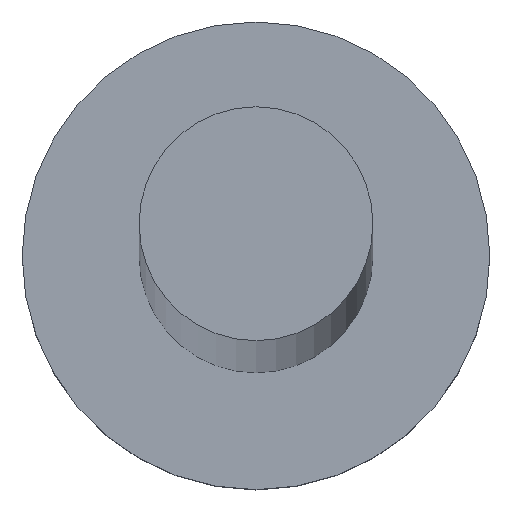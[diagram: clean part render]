
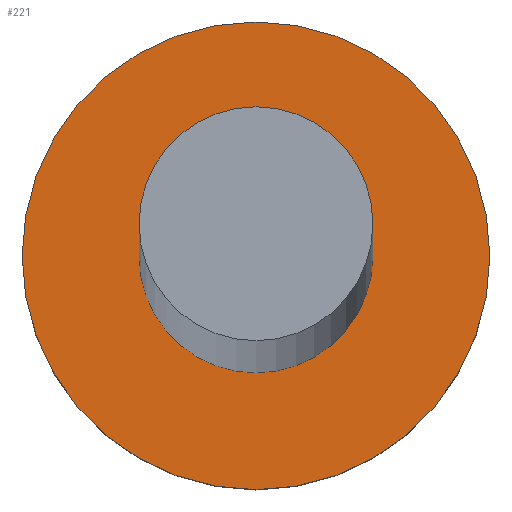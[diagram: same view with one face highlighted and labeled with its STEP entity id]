
A CAD part, top view. The second image highlights one B-rep face of the part: STEP entity #221.
In plain terms, the highlighted planar face has unit normal (0, 0, 1).
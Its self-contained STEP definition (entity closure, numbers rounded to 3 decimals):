
#15 = EDGE_CURVE ( 'NONE', #223, #93, #19, .T. ) ;
#16 = DIRECTION ( 'NONE',  ( 0., 0., 1. ) ) ;
#19 = CIRCLE ( 'NONE', #160, 2. ) ;
#20 = CARTESIAN_POINT ( 'NONE',  ( 0., 0., 3. ) ) ;
#24 = VERTEX_POINT ( 'NONE', #59 ) ;
#34 = DIRECTION ( 'NONE',  ( 1., 0., 0. ) ) ;
#35 = CIRCLE ( 'NONE', #42, 4. ) ;
#38 = CARTESIAN_POINT ( 'NONE',  ( 0., 0., 3. ) ) ;
#39 = DIRECTION ( 'NONE',  ( 0., 0., 1. ) ) ;
#42 = AXIS2_PLACEMENT_3D ( 'NONE', #95, #16, #34 ) ;
#44 = EDGE_CURVE ( 'NONE', #93, #223, #54, .T. ) ;
#54 = CIRCLE ( 'NONE', #85, 2. ) ;
#59 = CARTESIAN_POINT ( 'NONE',  ( 4., 0., 3. ) ) ;
#68 = ORIENTED_EDGE ( 'NONE', *, *, #44, .F. ) ;
#75 = DIRECTION ( 'NONE',  ( 1., 0., 0. ) ) ;
#85 = AXIS2_PLACEMENT_3D ( 'NONE', #117, #173, #250 ) ;
#87 = EDGE_CURVE ( 'NONE', #147, #24, #226, .T. ) ;
#88 = ORIENTED_EDGE ( 'NONE', *, *, #87, .T. ) ;
#93 = VERTEX_POINT ( 'NONE', #175 ) ;
#94 = CARTESIAN_POINT ( 'NONE',  ( -2., 0., 3. ) ) ;
#95 = CARTESIAN_POINT ( 'NONE',  ( 0., 0., 3. ) ) ;
#98 = DIRECTION ( 'NONE',  ( 1., 0., 0. ) ) ;
#113 = PLANE ( 'NONE',  #157 ) ;
#117 = CARTESIAN_POINT ( 'NONE',  ( 0., 0., 3. ) ) ;
#143 = AXIS2_PLACEMENT_3D ( 'NONE', #20, #39, #176 ) ;
#147 = VERTEX_POINT ( 'NONE', #253 ) ;
#157 = AXIS2_PLACEMENT_3D ( 'NONE', #171, #219, #75 ) ;
#158 = FACE_BOUND ( 'NONE', #170, .T. ) ;
#160 = AXIS2_PLACEMENT_3D ( 'NONE', #38, #255, #98 ) ;
#170 = EDGE_LOOP ( 'NONE', ( #238, #68 ) ) ;
#171 = CARTESIAN_POINT ( 'NONE',  ( 0., 0., 3. ) ) ;
#173 = DIRECTION ( 'NONE',  ( 0., 0., 1. ) ) ;
#175 = CARTESIAN_POINT ( 'NONE',  ( 2., 0., 3. ) ) ;
#176 = DIRECTION ( 'NONE',  ( 1., 0., 0. ) ) ;
#179 = ORIENTED_EDGE ( 'NONE', *, *, #248, .T. ) ;
#207 = EDGE_LOOP ( 'NONE', ( #88, #179 ) ) ;
#219 = DIRECTION ( 'NONE',  ( 0., 0., 1. ) ) ;
#221 = ADVANCED_FACE ( 'NONE', ( #158, #233 ), #113, .T. ) ;
#223 = VERTEX_POINT ( 'NONE', #94 ) ;
#226 = CIRCLE ( 'NONE', #143, 4. ) ;
#233 = FACE_OUTER_BOUND ( 'NONE', #207, .T. ) ;
#238 = ORIENTED_EDGE ( 'NONE', *, *, #15, .F. ) ;
#248 = EDGE_CURVE ( 'NONE', #24, #147, #35, .T. ) ;
#250 = DIRECTION ( 'NONE',  ( 1., 0., 0. ) ) ;
#253 = CARTESIAN_POINT ( 'NONE',  ( -4., 0., 3. ) ) ;
#255 = DIRECTION ( 'NONE',  ( 0., 0., 1. ) ) ;
